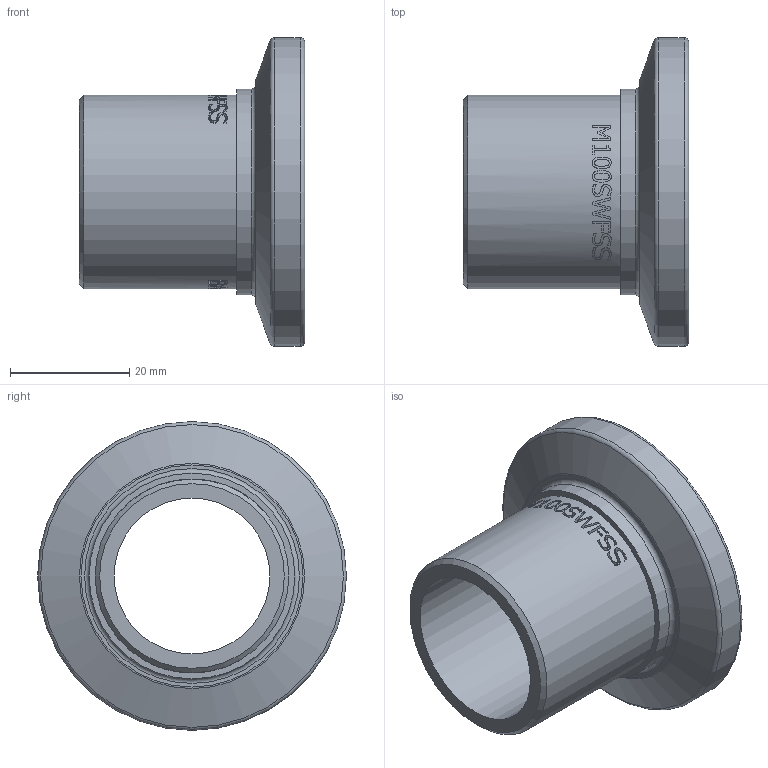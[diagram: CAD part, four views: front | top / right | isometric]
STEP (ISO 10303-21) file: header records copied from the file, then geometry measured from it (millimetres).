
FILE_DESCRIPTION(/* description */ ('1" SOCKET WELD X 1" MNFLD FLG.'),/* implementation_level */ '2;1');
FILE_NAME(/* name */ 'M100SWFSS.stp',/* time_stamp */ '2015-01-06T14:40:01-05:00',/* author */ ('mclevenger'),/* organization */ (''),/* preprocessor_version */ 'ST-DEVELOPER v15.2',/* originating_system */ 'Autodesk Inventor 2014',/* authorisation */ '');
FILE_SCHEMA (('AUTOMOTIVE_DESIGN { 1 0 10303 214 3 1 1 }'));
Length unit declared in the file: inch
Products named in the file (1): M100SWFSS
Bounding box: 37.85 x 51.82 x 51.82 mm (x, y, z)
Volume: 19543.6 mm3; surface area: 10256.3 mm2
Topology: 1 solids, 1 shells, 235 faces, 622 edges, 412 vertices
Faces by surface type: bspline 103, plane 99, cylinder 25, torus 5, cone 3
Full cylindrical faces by diameter (mm): 26.162 x1, 32.512 x1, 34.544 x1, 34.671 x1, 51.816 x1
Entity records: 9098 total; most frequent: CARTESIAN_POINT 3858, ORIENTED_EDGE 1218, DIRECTION 813, EDGE_CURVE 609, VERTEX_POINT 412, AXIS2_PLACEMENT_3D 277, EDGE_LOOP 273, LINE 259
